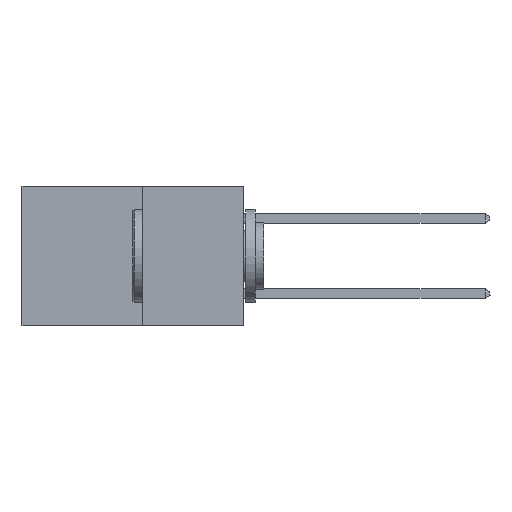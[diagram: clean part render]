
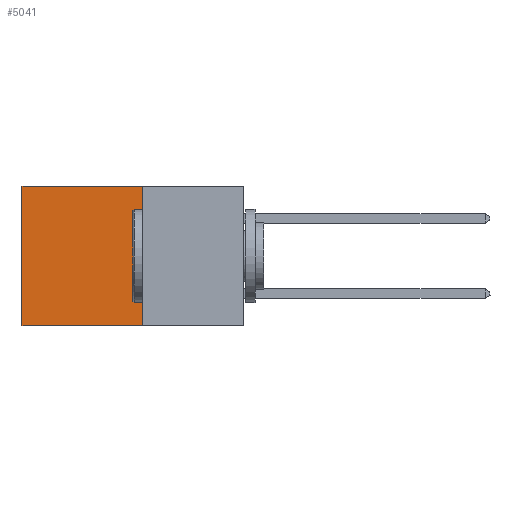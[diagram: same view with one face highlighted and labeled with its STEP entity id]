
A CAD part, left-side view. The second image highlights one B-rep face of the part: STEP entity #5041.
In plain terms, the highlighted planar face has unit normal (-1, 0, 0).
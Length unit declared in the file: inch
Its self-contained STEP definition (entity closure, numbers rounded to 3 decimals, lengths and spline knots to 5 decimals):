
#429 = VECTOR ( 'NONE', #13661, 39.37008 ) ;
#457 = ORIENTED_EDGE ( 'NONE', *, *, #17572, .F. ) ;
#2395 = CARTESIAN_POINT ( 'NONE',  ( 0.277, 0.27, 0. ) ) ;
#4447 = VERTEX_POINT ( 'NONE', #5471 ) ;
#4483 = AXIS2_PLACEMENT_3D ( 'NONE', #19130, #19250, #19229 ) ;
#4745 = EDGE_CURVE ( 'NONE', #7372, #4447, #14863, .T. ) ;
#5041 = ADVANCED_FACE ( 'NONE', ( #13084 ), #19699, .F. ) ;
#5471 = CARTESIAN_POINT ( 'NONE',  ( 0.277, 0.59, 0. ) ) ;
#5620 = LINE ( 'NONE', #6787, #429 ) ;
#6329 = VERTEX_POINT ( 'NONE', #11375 ) ;
#6787 = CARTESIAN_POINT ( 'NONE',  ( 0.277, 0.59, -0.37 ) ) ;
#6799 = CARTESIAN_POINT ( 'NONE',  ( 0.277, 0.27, 0. ) ) ;
#7292 = DIRECTION ( 'NONE',  ( 0., 0., -1. ) ) ;
#7372 = VERTEX_POINT ( 'NONE', #2395 ) ;
#9987 = VECTOR ( 'NONE', #20822, 39.37008 ) ;
#10432 = ORIENTED_EDGE ( 'NONE', *, *, #4745, .T. ) ;
#11375 = CARTESIAN_POINT ( 'NONE',  ( 0.277, 0.27, -0.37 ) ) ;
#13084 = FACE_OUTER_BOUND ( 'NONE', #19282, .T. ) ;
#13308 = DIRECTION ( 'NONE',  ( 0., 1., 0. ) ) ;
#13661 = DIRECTION ( 'NONE',  ( 0., 0., -1. ) ) ;
#14003 = VECTOR ( 'NONE', #7292, 39.37008 ) ;
#14043 = VECTOR ( 'NONE', #13308, 39.37008 ) ;
#14545 = LINE ( 'NONE', #16410, #14043 ) ;
#14863 = LINE ( 'NONE', #6799, #9987 ) ;
#14954 = ORIENTED_EDGE ( 'NONE', *, *, #18735, .T. ) ;
#15627 = VERTEX_POINT ( 'NONE', #18422 ) ;
#16410 = CARTESIAN_POINT ( 'NONE',  ( 0.277, 0.27, -0.37 ) ) ;
#16745 = EDGE_CURVE ( 'NONE', #6329, #15627, #14545, .T. ) ;
#17572 = EDGE_CURVE ( 'NONE', #7372, #6329, #18203, .T. ) ;
#18203 = LINE ( 'NONE', #18670, #14003 ) ;
#18422 = CARTESIAN_POINT ( 'NONE',  ( 0.277, 0.59, -0.37 ) ) ;
#18670 = CARTESIAN_POINT ( 'NONE',  ( 0.277, 0.27, -0.37 ) ) ;
#18735 = EDGE_CURVE ( 'NONE', #4447, #15627, #5620, .T. ) ;
#18940 = ORIENTED_EDGE ( 'NONE', *, *, #16745, .F. ) ;
#19130 = CARTESIAN_POINT ( 'NONE',  ( 0.277, 0.27, -0.37 ) ) ;
#19229 = DIRECTION ( 'NONE',  ( 0., 0., -1. ) ) ;
#19250 = DIRECTION ( 'NONE',  ( 1., 0., 0. ) ) ;
#19282 = EDGE_LOOP ( 'NONE', ( #14954, #18940, #457, #10432 ) ) ;
#19699 = PLANE ( 'NONE',  #4483 ) ;
#20822 = DIRECTION ( 'NONE',  ( 0., 1., 0. ) ) ;
